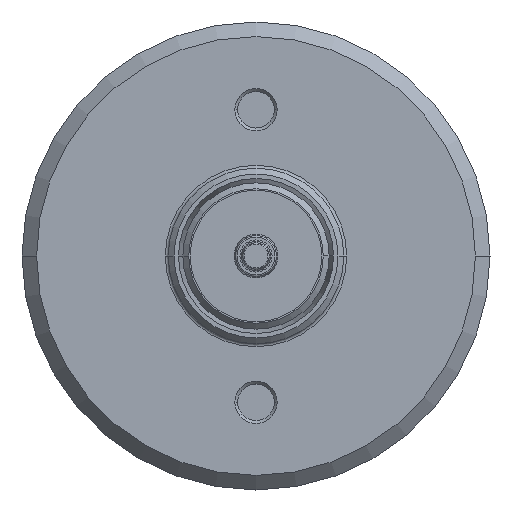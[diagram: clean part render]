
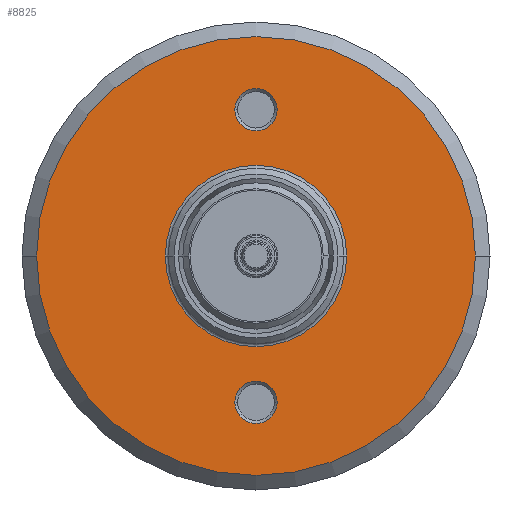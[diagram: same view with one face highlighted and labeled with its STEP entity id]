
A CAD part, left-side view. The second image highlights one B-rep face of the part: STEP entity #8825.
In plain terms, the highlighted planar face has unit normal (-1, 0, 0).
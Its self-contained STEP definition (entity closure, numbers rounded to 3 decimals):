
#1098=CARTESIAN_POINT('',(-17.,0.,0.));
#1099=DIRECTION('',(1.,0.,0.));
#1100=DIRECTION('',(0.,1.,0.));
#1101=AXIS2_PLACEMENT_3D('',#1098,#1099,#1100);
#1103=CARTESIAN_POINT('',(-17.,0.,0.));
#1104=DIRECTION('',(1.,0.,0.));
#1105=DIRECTION('',(0.,-1.,0.));
#1106=AXIS2_PLACEMENT_3D('',#1103,#1104,#1105);
#1108=CARTESIAN_POINT('',(-17.,0.,0.));
#1109=DIRECTION('',(-1.,0.,0.));
#1110=DIRECTION('',(0.,1.,0.));
#1111=AXIS2_PLACEMENT_3D('',#1108,#1109,#1110);
#1113=CARTESIAN_POINT('',(-17.,0.,0.));
#1114=DIRECTION('',(-1.,0.,0.));
#1115=DIRECTION('',(0.,-1.,0.));
#1116=AXIS2_PLACEMENT_3D('',#1113,#1114,#1115);
#1118=CARTESIAN_POINT('',(-17.,0.,5.));
#1119=DIRECTION('',(-1.,0.,0.));
#1120=DIRECTION('',(0.,1.,0.));
#1121=AXIS2_PLACEMENT_3D('',#1118,#1119,#1120);
#1123=CARTESIAN_POINT('',(-17.,0.,5.));
#1124=DIRECTION('',(-1.,0.,0.));
#1125=DIRECTION('',(0.,0.,-1.));
#1126=AXIS2_PLACEMENT_3D('',#1123,#1124,#1125);
#1128=CARTESIAN_POINT('',(-17.,0.,5.));
#1129=DIRECTION('',(-1.,0.,0.));
#1130=DIRECTION('',(0.,-1.,0.));
#1131=AXIS2_PLACEMENT_3D('',#1128,#1129,#1130);
#1133=CARTESIAN_POINT('',(-17.,0.,-5.));
#1134=DIRECTION('',(-1.,0.,0.));
#1135=DIRECTION('',(0.,1.,0.));
#1136=AXIS2_PLACEMENT_3D('',#1133,#1134,#1135);
#1138=CARTESIAN_POINT('',(-17.,0.,-5.));
#1139=DIRECTION('',(-1.,0.,0.));
#1140=DIRECTION('',(0.,0.,-1.));
#1141=AXIS2_PLACEMENT_3D('',#1138,#1139,#1140);
#1143=CARTESIAN_POINT('',(-17.,0.,-5.));
#1144=DIRECTION('',(-1.,0.,0.));
#1145=DIRECTION('',(0.,-1.,0.));
#1146=AXIS2_PLACEMENT_3D('',#1143,#1144,#1145);
#6756=CARTESIAN_POINT('',(-17.,-7.5,0.));
#6757=VERTEX_POINT('',#6756);
#6758=CARTESIAN_POINT('',(-17.,7.5,0.));
#6759=VERTEX_POINT('',#6758);
#6760=CARTESIAN_POINT('',(-17.,3.1,0.));
#6761=CARTESIAN_POINT('',(-17.,-3.1,0.));
#6762=VERTEX_POINT('',#6760);
#6763=VERTEX_POINT('',#6761);
#6764=CARTESIAN_POINT('',(-17.,0.725,5.));
#6765=CARTESIAN_POINT('',(-17.,0.,4.275));
#6766=VERTEX_POINT('',#6764);
#6767=VERTEX_POINT('',#6765);
#6768=CARTESIAN_POINT('',(-17.,-0.725,5.));
#6769=VERTEX_POINT('',#6768);
#6770=CARTESIAN_POINT('',(-17.,0.725,-5.));
#6771=CARTESIAN_POINT('',(-17.,0.,-5.725));
#6772=VERTEX_POINT('',#6770);
#6773=VERTEX_POINT('',#6771);
#6774=CARTESIAN_POINT('',(-17.,-0.725,-5.));
#6775=VERTEX_POINT('',#6774);
#8794=CARTESIAN_POINT('',(-17.,0.,0.));
#8795=DIRECTION('',(1.,0.,0.));
#8796=DIRECTION('',(0.,1.,0.));
#8797=AXIS2_PLACEMENT_3D('',#8794,#8795,#8796);
#8798=PLANE('',#8797);
#8799=ORIENTED_EDGE('',*,*,#8773,.T.);
#8800=ORIENTED_EDGE('',*,*,#8789,.T.);
#8801=EDGE_LOOP('',(#8799,#8800));
#8802=FACE_OUTER_BOUND('',#8801,.F.);
#8804=ORIENTED_EDGE('',*,*,#8803,.T.);
#8806=ORIENTED_EDGE('',*,*,#8805,.T.);
#8807=EDGE_LOOP('',(#8804,#8806));
#8808=FACE_BOUND('',#8807,.F.);
#8810=ORIENTED_EDGE('',*,*,#8809,.T.);
#8812=ORIENTED_EDGE('',*,*,#8811,.T.);
#8814=ORIENTED_EDGE('',*,*,#8813,.T.);
#8815=EDGE_LOOP('',(#8810,#8812,#8814));
#8816=FACE_BOUND('',#8815,.F.);
#8818=ORIENTED_EDGE('',*,*,#8817,.T.);
#8820=ORIENTED_EDGE('',*,*,#8819,.T.);
#8822=ORIENTED_EDGE('',*,*,#8821,.T.);
#8823=EDGE_LOOP('',(#8818,#8820,#8822));
#8824=FACE_BOUND('',#8823,.F.);
#8825=ADVANCED_FACE('',(#8802,#8808,#8816,#8824),#8798,.F.);
#1102=CIRCLE('',#1101,7.5);
#1107=CIRCLE('',#1106,7.5);
#1112=CIRCLE('',#1111,3.1);
#1117=CIRCLE('',#1116,3.1);
#1122=CIRCLE('',#1121,0.725);
#1127=CIRCLE('',#1126,0.725);
#1132=CIRCLE('',#1131,0.725);
#1137=CIRCLE('',#1136,0.725);
#1142=CIRCLE('',#1141,0.725);
#1147=CIRCLE('',#1146,0.725);
#8773=EDGE_CURVE('',#6759,#6757,#1102,.T.);
#8789=EDGE_CURVE('',#6757,#6759,#1107,.T.);
#8803=EDGE_CURVE('',#6762,#6763,#1112,.T.);
#8805=EDGE_CURVE('',#6763,#6762,#1117,.T.);
#8809=EDGE_CURVE('',#6766,#6767,#1122,.T.);
#8811=EDGE_CURVE('',#6767,#6769,#1127,.T.);
#8813=EDGE_CURVE('',#6769,#6766,#1132,.T.);
#8817=EDGE_CURVE('',#6772,#6773,#1137,.T.);
#8819=EDGE_CURVE('',#6773,#6775,#1142,.T.);
#8821=EDGE_CURVE('',#6775,#6772,#1147,.T.);
